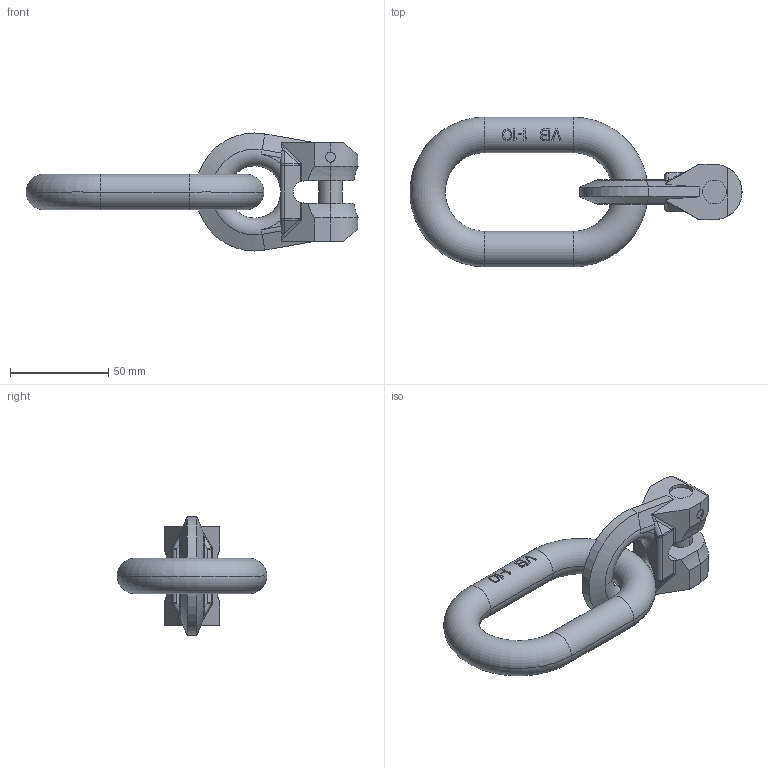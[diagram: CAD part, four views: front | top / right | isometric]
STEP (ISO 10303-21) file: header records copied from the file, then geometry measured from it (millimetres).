
FILE_DESCRIPTION((''),'2;1');
FILE_NAME('4VB1-10','2005-01-19T',('jakubetz'),(''),'PRO/ENGINEER BY PARAMETRIC TECHNOLOGY CORPORATION, 2001400','PRO/ENGINEER BY PARAMETRIC TECHNOLOGY CORPORATION, 2001400','');
FILE_SCHEMA(('CONFIG_CONTROL_DESIGN'));
Length unit declared in the file: millimetre
Products named in the file (1): 4VB1-10
Bounding box: 168.69 x 76 x 60 mm (x, y, z)
Volume: 119572.8 mm3; surface area: 27730.1 mm2
Topology: 2 solids, 2 shells, 227 faces, 591 edges, 375 vertices
Faces by surface type: plane 150, cylinder 51, bspline 12, torus 8, sphere 4, cone 2
Entity records: 7381 total; most frequent: CARTESIAN_POINT 2033, ORIENTED_EDGE 1182, DIRECTION 977, EDGE_CURVE 591, VERTEX_POINT 375, VECTOR 347, LINE 347, AXIS2_PLACEMENT_3D 315
